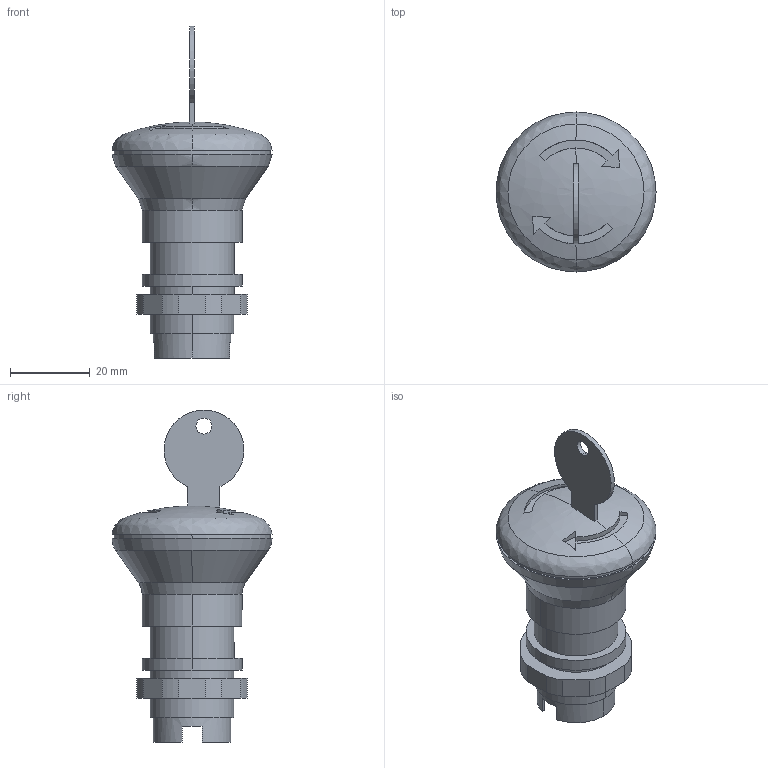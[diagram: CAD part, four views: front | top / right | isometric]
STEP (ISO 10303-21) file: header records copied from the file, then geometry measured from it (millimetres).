
FILE_DESCRIPTION((''),'2;1');
FILE_NAME('3d_LPCBB6844R3433E.stp','2012-10-03T10:55:47',(''),(''),'Mechanical Desktop 2011','Mechanical Desktop 2011',', , ');
FILE_SCHEMA(('CONFIG_CONTROL_DESIGN'));
Length unit declared in the file: millimetre
Products named in the file (1): Product
Bounding box: 40 x 40 x 83 mm (x, y, z)
Volume: 33880.9 mm3; surface area: 9828.1 mm2
Topology: 3 solids, 3 shells, 81 faces, 215 edges, 145 vertices
Faces by surface type: bspline 39, plane 23, cylinder 19
Entity records: 3229 total; most frequent: CARTESIAN_POINT 1189, ORIENTED_EDGE 430, DIRECTION 376, EDGE_CURVE 215, VERTEX_POINT 145, AXIS2_PLACEMENT_3D 140, CIRCLE 97, VECTOR 96
